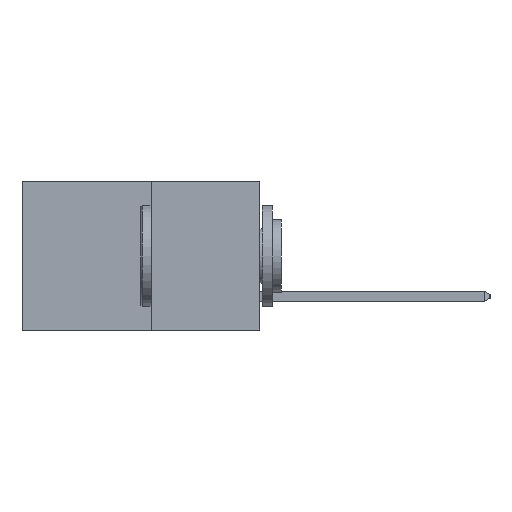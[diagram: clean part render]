
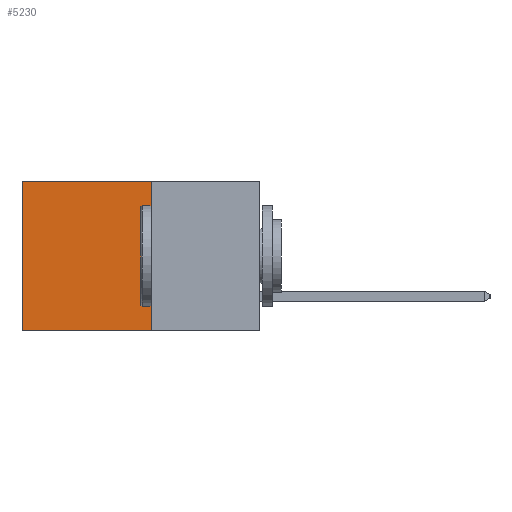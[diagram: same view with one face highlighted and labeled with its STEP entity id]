
A CAD part, left-side view. The second image highlights one B-rep face of the part: STEP entity #5230.
In plain terms, the highlighted planar face has unit normal (-1, 0, 0).
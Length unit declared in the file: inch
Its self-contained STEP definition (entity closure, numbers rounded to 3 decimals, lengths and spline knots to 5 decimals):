
#153 = CARTESIAN_POINT ( 'NONE',  ( 0.277, 0.59, -0.37 ) ) ;
#193 = DIRECTION ( 'NONE',  ( 0., 0., -1. ) ) ;
#689 = CARTESIAN_POINT ( 'NONE',  ( 0.277, 0.27, 0. ) ) ;
#732 = ORIENTED_EDGE ( 'NONE', *, *, #5504, .T. ) ;
#852 = VECTOR ( 'NONE', #5152, 39.37008 ) ;
#1610 = CARTESIAN_POINT ( 'NONE',  ( 0.277, 0.27, -0.37 ) ) ;
#2150 = FACE_OUTER_BOUND ( 'NONE', #2170, .T. ) ;
#2170 = EDGE_LOOP ( 'NONE', ( #732, #4879, #4747, #3660 ) ) ;
#2279 = EDGE_CURVE ( 'NONE', #8283, #7965, #7065, .T. ) ;
#2425 = EDGE_CURVE ( 'NONE', #5418, #3661, #6287, .T. ) ;
#3154 = VECTOR ( 'NONE', #193, 39.37008 ) ;
#3390 = CARTESIAN_POINT ( 'NONE',  ( 0.277, 0.27, -0.37 ) ) ;
#3660 = ORIENTED_EDGE ( 'NONE', *, *, #2279, .T. ) ;
#3661 = VERTEX_POINT ( 'NONE', #7544 ) ;
#3750 = DIRECTION ( 'NONE',  ( 0., 0., -1. ) ) ;
#3793 = DIRECTION ( 'NONE',  ( 1., 0., 0. ) ) ;
#3820 = PLANE ( 'NONE',  #6568 ) ;
#4089 = CARTESIAN_POINT ( 'NONE',  ( 0.277, 0.27, -0.37 ) ) ;
#4103 = EDGE_CURVE ( 'NONE', #8283, #5418, #5545, .T. ) ;
#4747 = ORIENTED_EDGE ( 'NONE', *, *, #4103, .F. ) ;
#4879 = ORIENTED_EDGE ( 'NONE', *, *, #2425, .F. ) ;
#4933 = LINE ( 'NONE', #153, #3154 ) ;
#5152 = DIRECTION ( 'NONE',  ( 0., 1., 0. ) ) ;
#5168 = VECTOR ( 'NONE', #6258, 39.37008 ) ;
#5230 = ADVANCED_FACE ( 'NONE', ( #2150 ), #3820, .F. ) ;
#5418 = VERTEX_POINT ( 'NONE', #1610 ) ;
#5504 = EDGE_CURVE ( 'NONE', #7965, #3661, #4933, .T. ) ;
#5545 = LINE ( 'NONE', #7815, #5168 ) ;
#6258 = DIRECTION ( 'NONE',  ( 0., 0., -1. ) ) ;
#6287 = LINE ( 'NONE', #3390, #852 ) ;
#6409 = CARTESIAN_POINT ( 'NONE',  ( 0.277, 0.27, 0. ) ) ;
#6568 = AXIS2_PLACEMENT_3D ( 'NONE', #4089, #3793, #3750 ) ;
#6779 = DIRECTION ( 'NONE',  ( 0., 1., 0. ) ) ;
#6864 = VECTOR ( 'NONE', #6779, 39.37008 ) ;
#7065 = LINE ( 'NONE', #6409, #6864 ) ;
#7419 = CARTESIAN_POINT ( 'NONE',  ( 0.277, 0.59, 0. ) ) ;
#7544 = CARTESIAN_POINT ( 'NONE',  ( 0.277, 0.59, -0.37 ) ) ;
#7815 = CARTESIAN_POINT ( 'NONE',  ( 0.277, 0.27, -0.37 ) ) ;
#7965 = VERTEX_POINT ( 'NONE', #7419 ) ;
#8283 = VERTEX_POINT ( 'NONE', #689 ) ;
